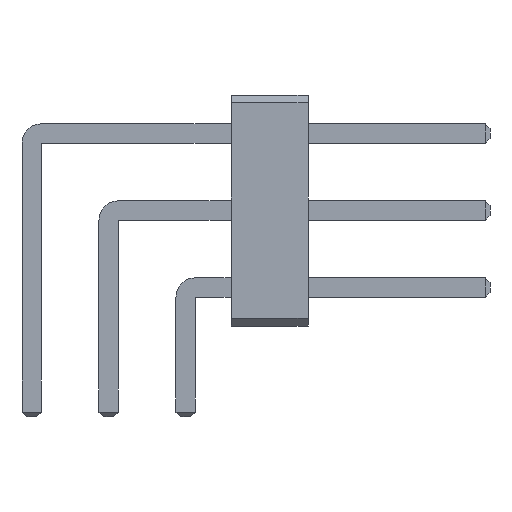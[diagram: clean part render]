
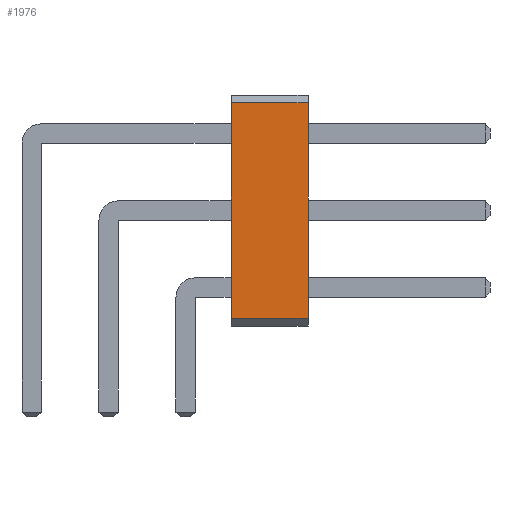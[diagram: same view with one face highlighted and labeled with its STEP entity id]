
A CAD part, front view. The second image highlights one B-rep face of the part: STEP entity #1976.
In plain terms, the highlighted planar face has unit normal (0, -1, 0).
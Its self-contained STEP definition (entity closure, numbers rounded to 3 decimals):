
#197 = DIRECTION ( 'NONE',  ( 0., 0., -1. ) ) ;
#393 = ORIENTED_EDGE ( 'NONE', *, *, #1577, .T. ) ;
#614 = CARTESIAN_POINT ( 'NONE',  ( 6.58, -8.89, 0.254 ) ) ;
#743 = DIRECTION ( 'NONE',  ( 0., 0., -1. ) ) ;
#825 = PLANE ( 'NONE',  #2569 ) ;
#1077 = VECTOR ( 'NONE', #2722, 1000. ) ;
#1291 = CARTESIAN_POINT ( 'NONE',  ( 6.58, -8.89, 7.366 ) ) ;
#1577 = EDGE_CURVE ( 'NONE', #2679, #4575, #3495, .T. ) ;
#1667 = CARTESIAN_POINT ( 'NONE',  ( 9.12, -8.89, 7.366 ) ) ;
#1778 = DIRECTION ( 'NONE',  ( -1., 0., 0. ) ) ;
#1976 = ADVANCED_FACE ( 'NONE', ( #7214 ), #825, .T. ) ;
#2007 = VECTOR ( 'NONE', #197, 1000. ) ;
#2426 = ORIENTED_EDGE ( 'NONE', *, *, #4191, .T. ) ;
#2432 = VECTOR ( 'NONE', #1778, 1000. ) ;
#2569 = AXIS2_PLACEMENT_3D ( 'NONE', #5159, #6494, #743 ) ;
#2679 = VERTEX_POINT ( 'NONE', #1291 ) ;
#2722 = DIRECTION ( 'NONE',  ( 1., 0., 0. ) ) ;
#3030 = VERTEX_POINT ( 'NONE', #1667 ) ;
#3495 = LINE ( 'NONE', #4621, #2007 ) ;
#3618 = LINE ( 'NONE', #4140, #4402 ) ;
#4140 = CARTESIAN_POINT ( 'NONE',  ( 9.12, -8.89, 2.54 ) ) ;
#4191 = EDGE_CURVE ( 'NONE', #4575, #4872, #5282, .T. ) ;
#4224 = LINE ( 'NONE', #4294, #2432 ) ;
#4294 = CARTESIAN_POINT ( 'NONE',  ( 6.58, -8.89, 7.366 ) ) ;
#4402 = VECTOR ( 'NONE', #8067, 1000. ) ;
#4575 = VERTEX_POINT ( 'NONE', #614 ) ;
#4621 = CARTESIAN_POINT ( 'NONE',  ( 6.58, -8.89, 0.254 ) ) ;
#4863 = EDGE_CURVE ( 'NONE', #3030, #2679, #4224, .T. ) ;
#4872 = VERTEX_POINT ( 'NONE', #6866 ) ;
#5104 = ORIENTED_EDGE ( 'NONE', *, *, #6849, .T. ) ;
#5159 = CARTESIAN_POINT ( 'NONE',  ( 6.58, -8.89, 0.254 ) ) ;
#5282 = LINE ( 'NONE', #6611, #1077 ) ;
#5820 = EDGE_LOOP ( 'NONE', ( #393, #2426, #5104, #6299 ) ) ;
#6299 = ORIENTED_EDGE ( 'NONE', *, *, #4863, .T. ) ;
#6494 = DIRECTION ( 'NONE',  ( 0., -1., 0. ) ) ;
#6611 = CARTESIAN_POINT ( 'NONE',  ( 6.58, -8.89, 0.254 ) ) ;
#6849 = EDGE_CURVE ( 'NONE', #4872, #3030, #3618, .T. ) ;
#6866 = CARTESIAN_POINT ( 'NONE',  ( 9.12, -8.89, 0.254 ) ) ;
#7214 = FACE_OUTER_BOUND ( 'NONE', #5820, .T. ) ;
#8067 = DIRECTION ( 'NONE',  ( 0., 0., 1. ) ) ;
